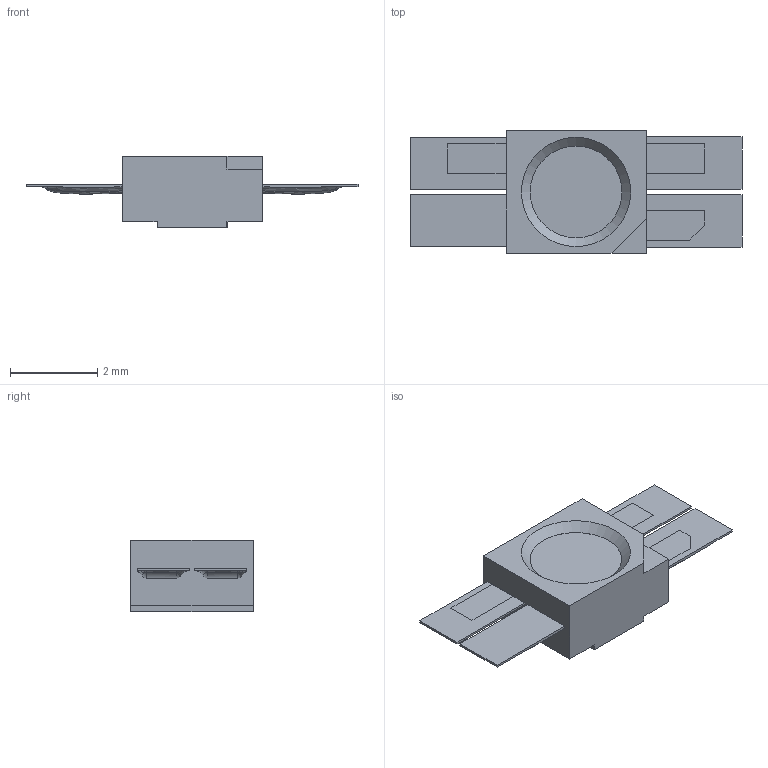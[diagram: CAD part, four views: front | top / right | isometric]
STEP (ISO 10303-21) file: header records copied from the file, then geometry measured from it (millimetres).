
FILE_DESCRIPTION(/* description */ (''),/* implementation_level */ '2;1');
FILE_NAME(/* name */ 'YS-SK6812MINI-E Soldered.step',/* time_stamp */ '2020-09-08T20:42:25+09:00',/* author */ (''),/* organization */ (''),/* preprocessor_version */ 'ST-DEVELOPER v18.1',/* originating_system */ 'Autodesk Translation Framework v9.3.0.1241',/* authorisation */ '');
FILE_SCHEMA (('AUTOMOTIVE_DESIGN { 1 0 10303 214 3 1 1 }'));
Length unit declared in the file: millimetre
Products named in the file (1): YS-SK6812MINI-E
Bounding box: 7.59 x 2.8 x 1.63 mm (x, y, z)
Volume: 14.9 mm3; surface area: 77.4 mm2
Topology: 9 solids, 9 shells, 127 faces, 304 edges, 197 vertices
Faces by surface type: plane 91, bspline 32, cylinder 3, cone 1
Full cylindrical faces by diameter (mm): 1.25 x1, 2.1 x2
Entity records: 5463 total; most frequent: CARTESIAN_POINT 2693, ORIENTED_EDGE 608, DIRECTION 443, EDGE_CURVE 304, LINE 205, VECTOR 205, VERTEX_POINT 197, EDGE_LOOP 129
